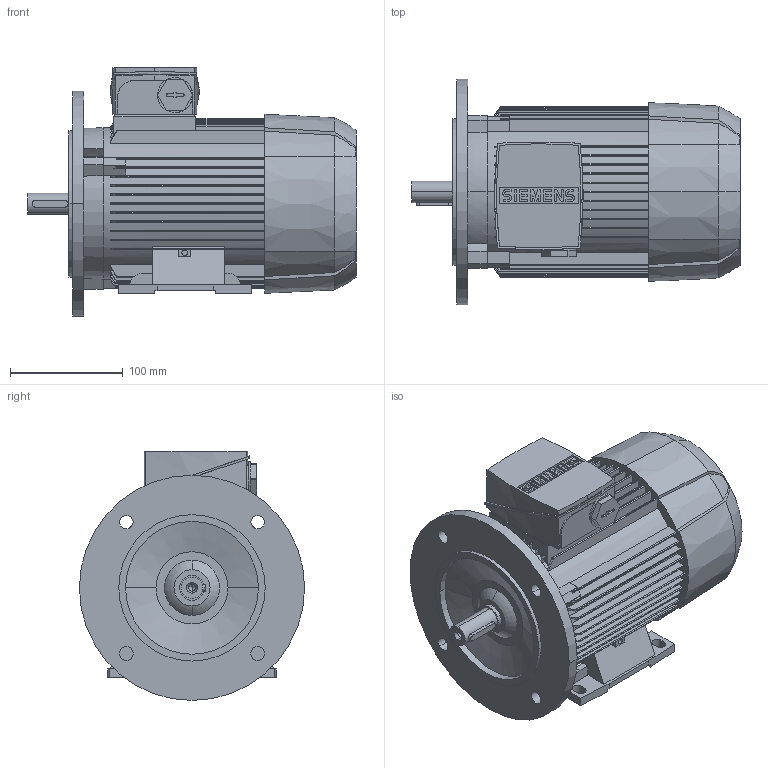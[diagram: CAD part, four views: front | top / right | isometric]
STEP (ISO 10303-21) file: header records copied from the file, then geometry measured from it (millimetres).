
FILE_DESCRIPTION(('STEP AP214'),'1');
FILE_NAME('cctmp_C655C7B0-6ABC-40C2-ADFA-46ECBB7D27B9_2023_06_26_13_52_50_0866..stp','2023-06-26T11:52:51',('SIEMENS A&D'),('CADClick - www.CADClick.com'),'Spatial InterOp 3D',' ','unknown authorization');
FILE_SCHEMA(('AUTOMOTIVE_DESIGN'));
Length unit declared in the file: millimetre
Products named in the file (1): 2023_06_26_13_52_50_0866
Bounding box: 292 x 200 x 221 mm (x, y, z)
Volume: 4597523.9 mm3; surface area: 326911.5 mm2
Topology: 1 solids, 1 shells, 613 faces, 1753 edges, 1151 vertices
Faces by surface type: plane 366, cylinder 173, torus 56, cone 18
Entity records: 26652 total; most frequent: CARTESIAN_POINT 5637, ORIENTED_EDGE 3478, DIRECTION 3285, EDGE_CURVE 1739, VERTEX_POINT 1151, AXIS2_PLACEMENT_3D 1108, LINE 1069, VECTOR 1069
